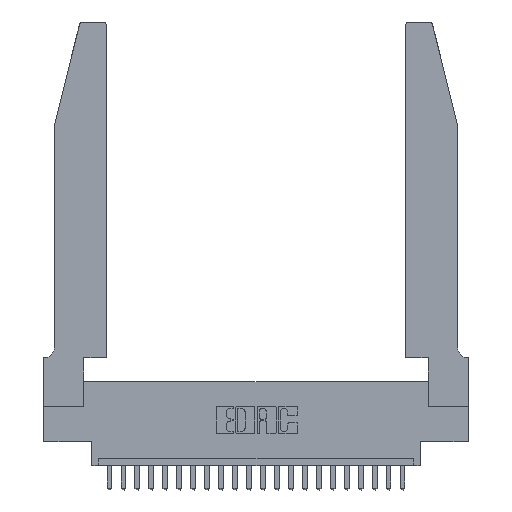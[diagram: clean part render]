
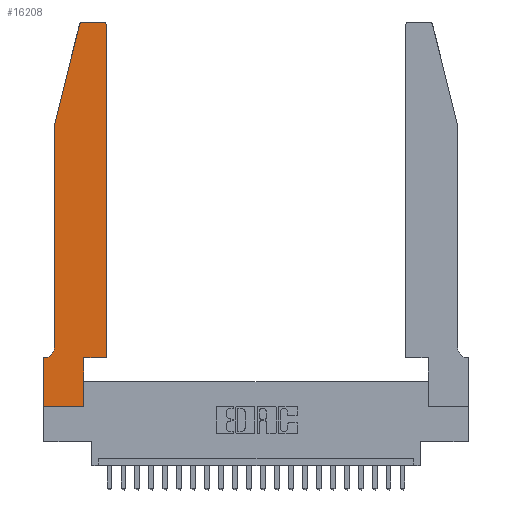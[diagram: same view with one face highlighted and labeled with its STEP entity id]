
A CAD part, top view. The second image highlights one B-rep face of the part: STEP entity #16208.
In plain terms, the highlighted planar face has unit normal (0, 0, 1).
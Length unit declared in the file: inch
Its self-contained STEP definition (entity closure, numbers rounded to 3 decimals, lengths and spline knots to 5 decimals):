
#3 = CARTESIAN_POINT ( 'NONE',  ( 0.0755, 0.42, 0.37 ) ) ;
#289 = CARTESIAN_POINT ( 'NONE',  ( 0.4505, 0.35, 0.37 ) ) ;
#693 = ORIENTED_EDGE ( 'NONE', *, *, #20105, .T. ) ;
#1215 = DIRECTION ( 'NONE',  ( 0., -1., 0. ) ) ;
#1236 = CARTESIAN_POINT ( 'NONE',  ( 0.0755, 2., 0.37 ) ) ;
#1586 = DIRECTION ( 'NONE',  ( 0., 1., 0. ) ) ;
#1589 = DIRECTION ( 'NONE',  ( -1., 0., 0. ) ) ;
#1596 = CARTESIAN_POINT ( 'NONE',  ( 0.2605, 2.75, 0.37 ) ) ;
#1689 = EDGE_LOOP ( 'NONE', ( #3774, #9240, #10101, #12983, #18032, #18217, #9766, #16534, #693, #7880, #8872, #12027 ) ) ;
#2149 = CARTESIAN_POINT ( 'NONE',  ( 0.2865, 0.35, 0.37 ) ) ;
#2622 = CARTESIAN_POINT ( 'NONE',  ( 0.2865, 0.35, 0.37 ) ) ;
#3265 = VERTEX_POINT ( 'NONE', #4830 ) ;
#3434 = DIRECTION ( 'NONE',  ( -0.239, -0.971, 0. ) ) ;
#3774 = ORIENTED_EDGE ( 'NONE', *, *, #6256, .T. ) ;
#3950 = VERTEX_POINT ( 'NONE', #6584 ) ;
#4228 = CARTESIAN_POINT ( 'NONE',  ( 0.25487, 2.72718, 0.37 ) ) ;
#4794 = DIRECTION ( 'NONE',  ( 0., 0., 1. ) ) ;
#4830 = CARTESIAN_POINT ( 'NONE',  ( 0.0755, 2., 0.37 ) ) ;
#5050 = EDGE_CURVE ( 'NONE', #17951, #11469, #7698, .T. ) ;
#5095 = EDGE_CURVE ( 'NONE', #9567, #9553, #6518, .T. ) ;
#5736 = CARTESIAN_POINT ( 'NONE',  ( 0.0755, 0.35, 0.37 ) ) ;
#6256 = EDGE_CURVE ( 'NONE', #23362, #17951, #17597, .T. ) ;
#6359 = VERTEX_POINT ( 'NONE', #3 ) ;
#6380 = AXIS2_PLACEMENT_3D ( 'NONE', #10929, #12635, #1589 ) ;
#6518 = LINE ( 'NONE', #24015, #11207 ) ;
#6584 = CARTESIAN_POINT ( 'NONE',  ( 0.0055, 0.35, 0.37 ) ) ;
#6984 = VECTOR ( 'NONE', #16877, 39.37008 ) ;
#7314 = VERTEX_POINT ( 'NONE', #2622 ) ;
#7466 = DIRECTION ( 'NONE',  ( -1., 0., 0. ) ) ;
#7696 = CARTESIAN_POINT ( 'NONE',  ( 0., 0., 0.37 ) ) ;
#7698 = CIRCLE ( 'NONE', #22925, 0.03 ) ;
#7846 = LINE ( 'NONE', #14800, #13414 ) ;
#7880 = ORIENTED_EDGE ( 'NONE', *, *, #20497, .T. ) ;
#7966 = CIRCLE ( 'NONE', #20128, 0.03 ) ;
#8019 = LINE ( 'NONE', #7696, #22357 ) ;
#8397 = CARTESIAN_POINT ( 'NONE',  ( 0.284, 2.72, 0.37 ) ) ;
#8475 = VECTOR ( 'NONE', #3434, 39.37008 ) ;
#8614 = DIRECTION ( 'NONE',  ( 0., 0., 1. ) ) ;
#8757 = CARTESIAN_POINT ( 'NONE',  ( 0., 0., 0.37 ) ) ;
#8872 = ORIENTED_EDGE ( 'NONE', *, *, #5095, .T. ) ;
#9240 = ORIENTED_EDGE ( 'NONE', *, *, #5050, .T. ) ;
#9553 = VERTEX_POINT ( 'NONE', #14112 ) ;
#9567 = VERTEX_POINT ( 'NONE', #289 ) ;
#9766 = ORIENTED_EDGE ( 'NONE', *, *, #20981, .T. ) ;
#9838 = FACE_OUTER_BOUND ( 'NONE', #1689, .T. ) ;
#10031 = CARTESIAN_POINT ( 'NONE',  ( 0.2865, 0., 0.37 ) ) ;
#10101 = ORIENTED_EDGE ( 'NONE', *, *, #13176, .T. ) ;
#10673 = CARTESIAN_POINT ( 'NONE',  ( 0.4205, 2.72, 0.37 ) ) ;
#10838 = CARTESIAN_POINT ( 'NONE',  ( 0., 0.35, 0.37 ) ) ;
#10929 = CARTESIAN_POINT ( 'NONE',  ( 0.0055, 0.42, 0.37 ) ) ;
#11207 = VECTOR ( 'NONE', #1586, 39.37008 ) ;
#11409 = EDGE_CURVE ( 'NONE', #9553, #23362, #7966, .T. ) ;
#11469 = VERTEX_POINT ( 'NONE', #4228 ) ;
#11977 = LINE ( 'NONE', #2149, #6984 ) ;
#12027 = ORIENTED_EDGE ( 'NONE', *, *, #11409, .T. ) ;
#12523 = CARTESIAN_POINT ( 'NONE',  ( 0.0755, 2., 0.37 ) ) ;
#12624 = VERTEX_POINT ( 'NONE', #23336 ) ;
#12635 = DIRECTION ( 'NONE',  ( 0., 0., -1. ) ) ;
#12805 = VERTEX_POINT ( 'NONE', #21209 ) ;
#12850 = VERTEX_POINT ( 'NONE', #10031 ) ;
#12983 = ORIENTED_EDGE ( 'NONE', *, *, #16677, .T. ) ;
#13028 = AXIS2_PLACEMENT_3D ( 'NONE', #10838, #16238, #18092 ) ;
#13106 = CARTESIAN_POINT ( 'NONE',  ( 0.4205, 2.75, 0.37 ) ) ;
#13141 = VECTOR ( 'NONE', #7466, 39.37008 ) ;
#13176 = EDGE_CURVE ( 'NONE', #11469, #3265, #22788, .T. ) ;
#13335 = EDGE_CURVE ( 'NONE', #6359, #3950, #21025, .T. ) ;
#13414 = VECTOR ( 'NONE', #16611, 39.37008 ) ;
#14112 = CARTESIAN_POINT ( 'NONE',  ( 0.4505, 2.72, 0.37 ) ) ;
#14239 = DIRECTION ( 'NONE',  ( 0., -1., 0. ) ) ;
#14800 = CARTESIAN_POINT ( 'NONE',  ( 0.4505, 0.35, 0.37 ) ) ;
#14847 = LINE ( 'NONE', #8757, #19229 ) ;
#16073 = CARTESIAN_POINT ( 'NONE',  ( 0.284, 2.75, 0.37 ) ) ;
#16208 = ADVANCED_FACE ( 'NONE', ( #9838 ), #22027, .T. ) ;
#16238 = DIRECTION ( 'NONE',  ( 0., 0., 1. ) ) ;
#16442 = VECTOR ( 'NONE', #16573, 39.37008 ) ;
#16534 = ORIENTED_EDGE ( 'NONE', *, *, #23399, .T. ) ;
#16573 = DIRECTION ( 'NONE',  ( -1., 0., 0. ) ) ;
#16611 = DIRECTION ( 'NONE',  ( 1., 0., 0. ) ) ;
#16677 = EDGE_CURVE ( 'NONE', #3265, #6359, #21467, .T. ) ;
#16877 = DIRECTION ( 'NONE',  ( 0., 1., 0. ) ) ;
#16943 = DIRECTION ( 'NONE',  ( 1., 0., 0. ) ) ;
#17597 = LINE ( 'NONE', #1596, #16442 ) ;
#17665 = VECTOR ( 'NONE', #14239, 39.37008 ) ;
#17865 = DIRECTION ( 'NONE',  ( 1., 0., 0. ) ) ;
#17951 = VERTEX_POINT ( 'NONE', #16073 ) ;
#18032 = ORIENTED_EDGE ( 'NONE', *, *, #13335, .T. ) ;
#18092 = DIRECTION ( 'NONE',  ( 1., 0., 0. ) ) ;
#18217 = ORIENTED_EDGE ( 'NONE', *, *, #20062, .T. ) ;
#18380 = LINE ( 'NONE', #5736, #13141 ) ;
#19229 = VECTOR ( 'NONE', #1215, 39.37008 ) ;
#20062 = EDGE_CURVE ( 'NONE', #3950, #12624, #18380, .T. ) ;
#20105 = EDGE_CURVE ( 'NONE', #12850, #7314, #11977, .T. ) ;
#20128 = AXIS2_PLACEMENT_3D ( 'NONE', #10673, #8614, #21688 ) ;
#20497 = EDGE_CURVE ( 'NONE', #7314, #9567, #7846, .T. ) ;
#20981 = EDGE_CURVE ( 'NONE', #12624, #12805, #14847, .T. ) ;
#21025 = CIRCLE ( 'NONE', #6380, 0.07 ) ;
#21209 = CARTESIAN_POINT ( 'NONE',  ( 0., 0., 0.37 ) ) ;
#21467 = LINE ( 'NONE', #12523, #17665 ) ;
#21688 = DIRECTION ( 'NONE',  ( 1., 0., 0. ) ) ;
#22027 = PLANE ( 'NONE',  #13028 ) ;
#22357 = VECTOR ( 'NONE', #16943, 39.37008 ) ;
#22788 = LINE ( 'NONE', #1236, #8475 ) ;
#22925 = AXIS2_PLACEMENT_3D ( 'NONE', #8397, #4794, #17865 ) ;
#23336 = CARTESIAN_POINT ( 'NONE',  ( 0., 0.35, 0.37 ) ) ;
#23362 = VERTEX_POINT ( 'NONE', #13106 ) ;
#23399 = EDGE_CURVE ( 'NONE', #12805, #12850, #8019, .T. ) ;
#24015 = CARTESIAN_POINT ( 'NONE',  ( 0.4505, 0.35, 0.37 ) ) ;
